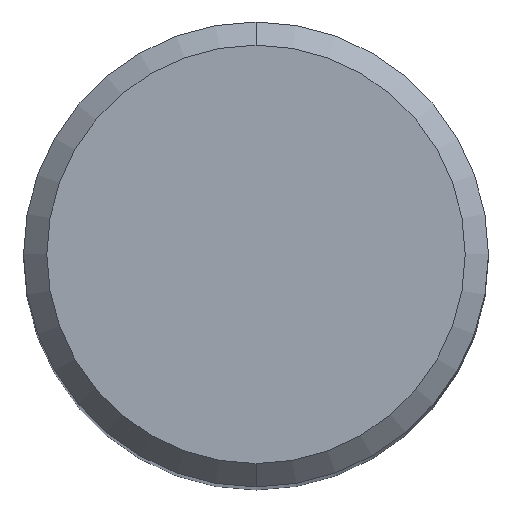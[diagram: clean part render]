
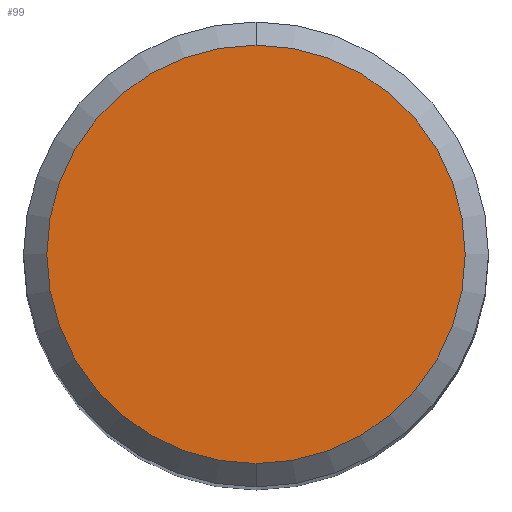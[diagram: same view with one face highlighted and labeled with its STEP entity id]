
A CAD part, top view. The second image highlights one B-rep face of the part: STEP entity #99.
In plain terms, the highlighted planar face has unit normal (0, 0, 1).
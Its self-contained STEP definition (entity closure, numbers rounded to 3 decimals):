
#99=ADVANCED_FACE('',(#250),#251,.T.);
#129=VERTEX_POINT('',#285);
#149=VERTEX_POINT('',#307);
#197=EDGE_CURVE('',#149,#129,#360,.T.);
#227=EDGE_CURVE('',#129,#149,#395,.T.);
#250=FACE_OUTER_BOUND('',#410,.T.);
#251=PLANE('',#411);
#285=CARTESIAN_POINT('',(0.,-4.5,0.0));
#307=CARTESIAN_POINT('',(0.0,4.5,0.0));
#360=CIRCLE('',#557,4.5);
#395=CIRCLE('',#596,4.5);
#410=EDGE_LOOP('',(#602,#603));
#411=AXIS2_PLACEMENT_3D('',#604,#605,#606);
#557=AXIS2_PLACEMENT_3D('',#736,#737,#738);
#596=AXIS2_PLACEMENT_3D('',#787,#788,#789);
#602=ORIENTED_EDGE('',*,*,#197,.F.);
#603=ORIENTED_EDGE('',*,*,#227,.F.);
#604=CARTESIAN_POINT('',(0.0,2.25,0.0));
#605=DIRECTION('',(-0.0,0.0,1.0));
#606=DIRECTION('',(0.0,-1.0,0.0));
#736=CARTESIAN_POINT('',(0.0,0.0,0.0));
#737=DIRECTION('',(0.0,0.0,-1.0));
#738=DIRECTION('',(0.0,1.0,0.0));
#787=CARTESIAN_POINT('',(0.0,0.0,0.0));
#788=DIRECTION('',(0.0,0.0,-1.0));
#789=DIRECTION('',(0.0,1.0,0.0));
